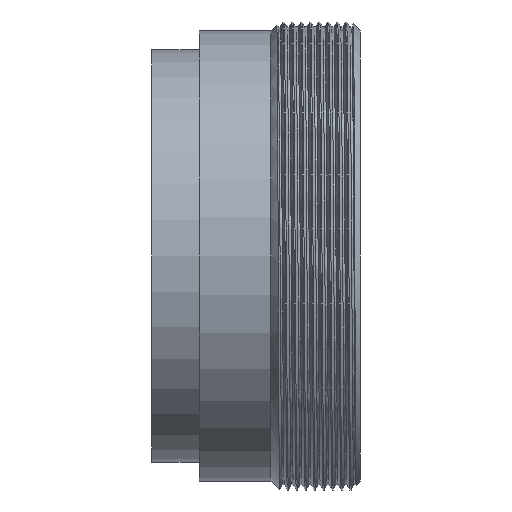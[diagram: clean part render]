
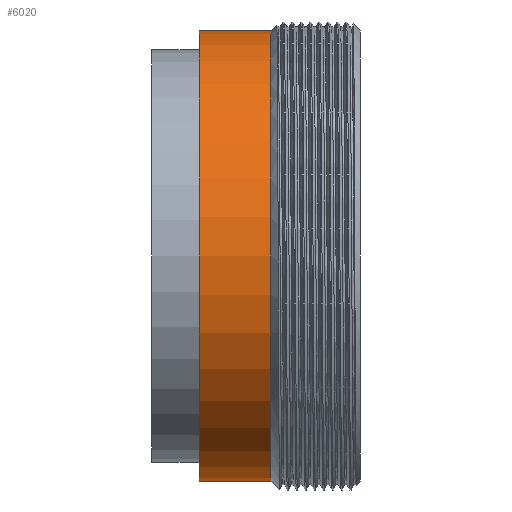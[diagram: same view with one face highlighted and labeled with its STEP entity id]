
A CAD part, front view. The second image highlights one B-rep face of the part: STEP entity #6020.
In plain terms, the highlighted cylindrical face has radius 37.712 mm (diameter 75.423 mm), a partial arc.
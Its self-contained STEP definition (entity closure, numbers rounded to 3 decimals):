
#87 = AXIS2_PLACEMENT_3D ( 'NONE', #6359, #5770, #412 ) ;
#280 = ORIENTED_EDGE ( 'NONE', *, *, #6899, .F. ) ;
#412 = DIRECTION ( 'NONE',  ( 0., 0., 1. ) ) ;
#440 = LINE ( 'NONE', #2827, #1847 ) ;
#790 = CARTESIAN_POINT ( 'NONE',  ( -7.456, 0., -37.712 ) ) ;
#1155 = CIRCLE ( 'NONE', #1774, 37.712 ) ;
#1490 = VERTEX_POINT ( 'NONE', #5645 ) ;
#1774 = AXIS2_PLACEMENT_3D ( 'NONE', #2923, #4142, #2337 ) ;
#1847 = VECTOR ( 'NONE', #6428, 1000. ) ;
#1959 = CARTESIAN_POINT ( 'NONE',  ( -123.429, 0., 0. ) ) ;
#2337 = DIRECTION ( 'NONE',  ( 0., 0., 1. ) ) ;
#2827 = CARTESIAN_POINT ( 'NONE',  ( -123.429, 0., 37.712 ) ) ;
#2836 = CARTESIAN_POINT ( 'NONE',  ( -123.429, 0., -37.712 ) ) ;
#2923 = CARTESIAN_POINT ( 'NONE',  ( -19.456, 0., 0. ) ) ;
#3059 = DIRECTION ( 'NONE',  ( 0., 0., 1. ) ) ;
#3275 = VERTEX_POINT ( 'NONE', #5846 ) ;
#3375 = EDGE_LOOP ( 'NONE', ( #280, #3612, #4570, #3615 ) ) ;
#3478 = VECTOR ( 'NONE', #4607, 1000. ) ;
#3603 = VERTEX_POINT ( 'NONE', #5643 ) ;
#3612 = ORIENTED_EDGE ( 'NONE', *, *, #6988, .T. ) ;
#3615 = ORIENTED_EDGE ( 'NONE', *, *, #5296, .F. ) ;
#3733 = DIRECTION ( 'NONE',  ( -1., 0., 0. ) ) ;
#4034 = EDGE_CURVE ( 'NONE', #1490, #3603, #440, .T. ) ;
#4142 = DIRECTION ( 'NONE',  ( -1., 0., 0. ) ) ;
#4534 = VERTEX_POINT ( 'NONE', #790 ) ;
#4570 = ORIENTED_EDGE ( 'NONE', *, *, #4034, .T. ) ;
#4607 = DIRECTION ( 'NONE',  ( -1., 0., 0. ) ) ;
#5253 = LINE ( 'NONE', #2836, #3478 ) ;
#5296 = EDGE_CURVE ( 'NONE', #3275, #3603, #1155, .T. ) ;
#5643 = CARTESIAN_POINT ( 'NONE',  ( -19.456, 0., 37.712 ) ) ;
#5645 = CARTESIAN_POINT ( 'NONE',  ( -7.456, 0., 37.712 ) ) ;
#5770 = DIRECTION ( 'NONE',  ( -1., 0., 0. ) ) ;
#5846 = CARTESIAN_POINT ( 'NONE',  ( -19.456, 0., -37.712 ) ) ;
#6020 = ADVANCED_FACE ( 'NONE', ( #6727 ), #7304, .T. ) ;
#6205 = CIRCLE ( 'NONE', #87, 37.712 ) ;
#6359 = CARTESIAN_POINT ( 'NONE',  ( -7.456, 0., 0. ) ) ;
#6428 = DIRECTION ( 'NONE',  ( -1., 0., 0. ) ) ;
#6727 = FACE_OUTER_BOUND ( 'NONE', #3375, .T. ) ;
#6899 = EDGE_CURVE ( 'NONE', #4534, #3275, #5253, .T. ) ;
#6988 = EDGE_CURVE ( 'NONE', #4534, #1490, #6205, .T. ) ;
#7144 = AXIS2_PLACEMENT_3D ( 'NONE', #1959, #3733, #3059 ) ;
#7304 = CYLINDRICAL_SURFACE ( 'NONE', #7144, 37.712 ) ;
